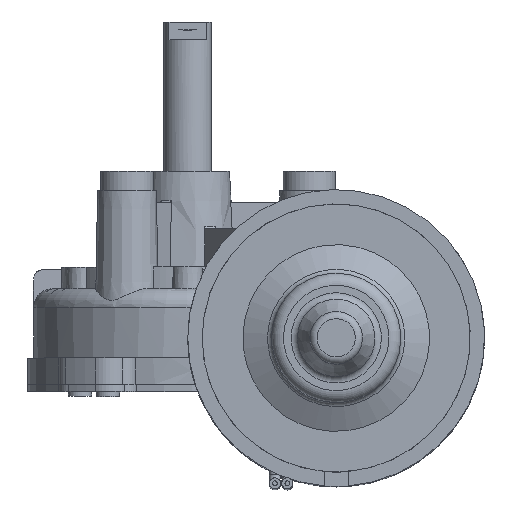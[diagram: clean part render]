
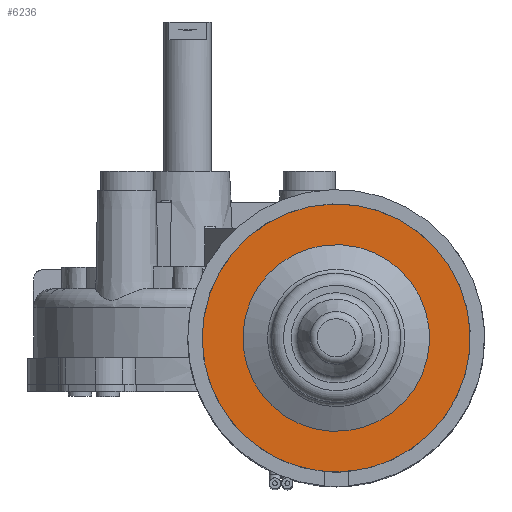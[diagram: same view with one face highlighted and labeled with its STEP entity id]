
A CAD part, top view. The second image highlights one B-rep face of the part: STEP entity #6236.
In plain terms, the highlighted planar face has unit normal (0, 0, 1).
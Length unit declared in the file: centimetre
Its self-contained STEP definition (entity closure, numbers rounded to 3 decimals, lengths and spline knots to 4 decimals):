
#1236=PLANE('',#6621);
#1347=VECTOR('',#10702,1.);
#1351=VECTOR('',#10707,1.);
#1354=VECTOR('',#10711,1.);
#1583=LINE('',#7335,#1347);
#1587=LINE('',#7344,#1351);
#1590=LINE('',#7349,#1354);
#1935=VERTEX_POINT('',#7334);
#1936=VERTEX_POINT('',#7336);
#1939=VERTEX_POINT('',#7343);
#1940=VERTEX_POINT('',#7345);
#1944=VERTEX_POINT('',#7363);
#2496=CIRCLE('',#6599,2.8);
#2501=CIRCLE('',#6607,1.95);
#2869=EDGE_CURVE('',#1936,#1935,#1583,.T.);
#2873=EDGE_CURVE('',#1940,#1939,#1587,.T.);
#2876=EDGE_CURVE('',#1939,#1936,#1590,.T.);
#2877=EDGE_CURVE('',#1940,#1935,#2496,.T.);
#2882=EDGE_CURVE('',#1944,#1944,#2501,.T.);
#3704=ORIENTED_EDGE('',*,*,#2877,.F.);
#3705=ORIENTED_EDGE('',*,*,#2873,.T.);
#3706=ORIENTED_EDGE('',*,*,#2876,.T.);
#3707=ORIENTED_EDGE('',*,*,#2869,.T.);
#3708=ORIENTED_EDGE('',*,*,#2882,.F.);
#5238=EDGE_LOOP('',(#3704,#3705,#3706,#3707));
#5239=EDGE_LOOP('',(#3708));
#5744=FACE_BOUND('',#5238,.T.);
#5745=FACE_BOUND('',#5239,.T.);
#6236=ADVANCED_FACE('',(#5744,#5745),#1236,.T.);
#6599=AXIS2_PLACEMENT_3D('',#7351,#10714,#10715);
#6607=AXIS2_PLACEMENT_3D('',#7362,#10729,#10730);
#6621=AXIS2_PLACEMENT_3D('',#7383,#10752,$);
#7334=CARTESIAN_POINT('',(-0.25,2.7888,0.2));
#7335=CARTESIAN_POINT('',(-0.25,2.9,0.2));
#7336=CARTESIAN_POINT('',(-0.25,2.9,0.2));
#7343=CARTESIAN_POINT('',(0.25,2.9,0.2));
#7344=CARTESIAN_POINT('',(0.25,2.7888,0.2));
#7345=CARTESIAN_POINT('',(0.25,2.7888,0.2));
#7349=CARTESIAN_POINT('',(0.25,2.9,0.2));
#7351=CARTESIAN_POINT('',(0.,0.,0.2));
#7362=CARTESIAN_POINT('',(0.,0.,0.2));
#7363=CARTESIAN_POINT('',(1.95,0.,0.2));
#7383=CARTESIAN_POINT('',(0.,0.,0.2));
#10702=DIRECTION('',(0.,-1.,0.));
#10707=DIRECTION('',(0.,1.,0.));
#10711=DIRECTION('',(-1.,0.,0.));
#10714=DIRECTION('',(0.,0.,-1.));
#10715=DIRECTION('',(2.8,0.,0.));
#10729=DIRECTION('',(0.,0.,1.));
#10730=DIRECTION('',(-1.95,0.,0.));
#10752=DIRECTION('',(0.,0.,1.));
